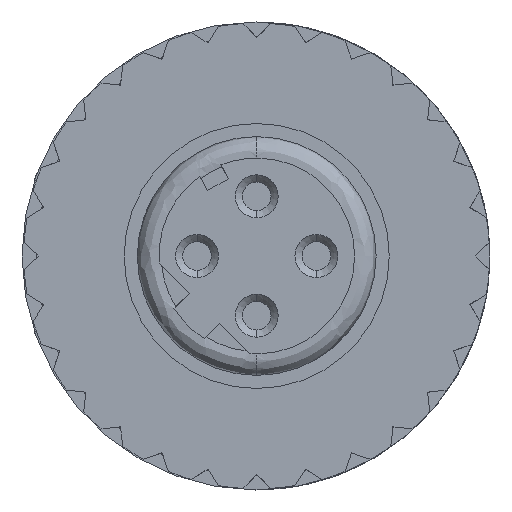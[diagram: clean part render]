
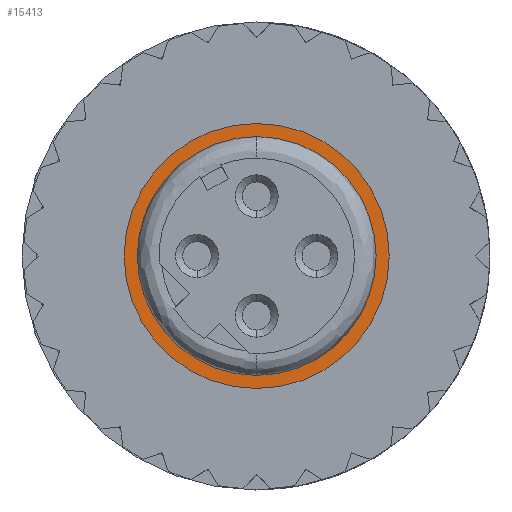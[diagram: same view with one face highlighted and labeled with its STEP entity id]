
A CAD part, left-side view. The second image highlights one B-rep face of the part: STEP entity #15413.
In plain terms, the highlighted face is planar.
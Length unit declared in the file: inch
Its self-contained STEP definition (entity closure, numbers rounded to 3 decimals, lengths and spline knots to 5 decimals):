
#2025 = CARTESIAN_POINT ( 'NONE',  ( 1.16655, 2.01309, 1.56553 ) ) ;
#6472 = CARTESIAN_POINT ( 'NONE',  ( 1.16655, 2.01309, 1.38347 ) ) ;
#7995 = DIRECTION ( 'NONE',  ( 1., 0., 0. ) ) ;
#10066 = EDGE_LOOP ( 'NONE', ( #67009, #98901 ) ) ;
#10371 = DIRECTION ( 'NONE',  ( 0., 0., -1. ) ) ;
#10661 = CARTESIAN_POINT ( 'NONE',  ( 1.16655, 2.01309, 1.56553 ) ) ;
#13325 = AXIS2_PLACEMENT_3D ( 'NONE', #24988, #78651, #32614 ) ;
#15413 = ADVANCED_FACE ( 'NONE', ( #76539, #94583 ), #78441, .T. ) ;
#17039 = CIRCLE ( 'NONE', #13325, 0.2185 ) ;
#18008 = CIRCLE ( 'NONE', #70756, 0.2185 ) ;
#22582 = VERTEX_POINT ( 'NONE', #44738 ) ;
#24097 = EDGE_LOOP ( 'NONE', ( #30174, #92137 ) ) ;
#24988 = CARTESIAN_POINT ( 'NONE',  ( 1.16655, 2.01309, 1.56553 ) ) ;
#29261 = EDGE_CURVE ( 'NONE', #76276, #79915, #93434, .T. ) ;
#30174 = ORIENTED_EDGE ( 'NONE', *, *, #29261, .T. ) ;
#32614 = DIRECTION ( 'NONE',  ( 0., 0., -1. ) ) ;
#34710 = AXIS2_PLACEMENT_3D ( 'NONE', #2025, #54036, #7995 ) ;
#35224 = VERTEX_POINT ( 'NONE', #87552 ) ;
#44738 = CARTESIAN_POINT ( 'NONE',  ( 1.16655, 2.01309, 1.34702 ) ) ;
#51133 = CIRCLE ( 'NONE', #69609, 0.18205 ) ;
#54036 = DIRECTION ( 'NONE',  ( 0., 1., 0. ) ) ;
#56074 = DIRECTION ( 'NONE',  ( 0., 0., -1. ) ) ;
#56082 = DIRECTION ( 'NONE',  ( 0., -1., 0. ) ) ;
#60001 = EDGE_CURVE ( 'NONE', #79915, #76276, #51133, .T. ) ;
#61127 = CARTESIAN_POINT ( 'NONE',  ( 1.16655, 2.01309, 1.74758 ) ) ;
#67009 = ORIENTED_EDGE ( 'NONE', *, *, #84462, .T. ) ;
#69609 = AXIS2_PLACEMENT_3D ( 'NONE', #86880, #93963, #94626 ) ;
#70756 = AXIS2_PLACEMENT_3D ( 'NONE', #10661, #79758, #56074 ) ;
#74785 = EDGE_CURVE ( 'NONE', #35224, #22582, #18008, .T. ) ;
#76276 = VERTEX_POINT ( 'NONE', #6472 ) ;
#76539 = FACE_BOUND ( 'NONE', #24097, .T. ) ;
#78441 = PLANE ( 'NONE',  #88047 ) ;
#78651 = DIRECTION ( 'NONE',  ( 0., -1., 0. ) ) ;
#78790 = CARTESIAN_POINT ( 'NONE',  ( 1.41084, 2.01309, 1.56553 ) ) ;
#79758 = DIRECTION ( 'NONE',  ( 0., -1., 0. ) ) ;
#79915 = VERTEX_POINT ( 'NONE', #61127 ) ;
#84462 = EDGE_CURVE ( 'NONE', #22582, #35224, #17039, .T. ) ;
#86880 = CARTESIAN_POINT ( 'NONE',  ( 1.16655, 2.01309, 1.56553 ) ) ;
#87552 = CARTESIAN_POINT ( 'NONE',  ( 1.16655, 2.01309, 1.78403 ) ) ;
#88047 = AXIS2_PLACEMENT_3D ( 'NONE', #78790, #56082, #10371 ) ;
#92137 = ORIENTED_EDGE ( 'NONE', *, *, #60001, .T. ) ;
#93434 = CIRCLE ( 'NONE', #34710, 0.18205 ) ;
#93963 = DIRECTION ( 'NONE',  ( 0., 1., 0. ) ) ;
#94583 = FACE_OUTER_BOUND ( 'NONE', #10066, .T. ) ;
#94626 = DIRECTION ( 'NONE',  ( 1., 0., 0. ) ) ;
#98901 = ORIENTED_EDGE ( 'NONE', *, *, #74785, .T. ) ;
